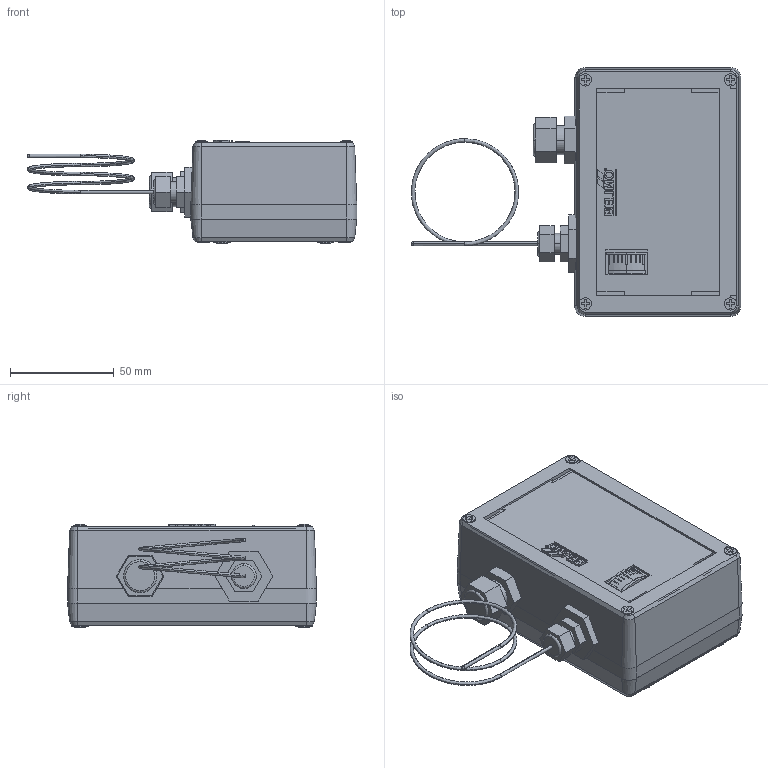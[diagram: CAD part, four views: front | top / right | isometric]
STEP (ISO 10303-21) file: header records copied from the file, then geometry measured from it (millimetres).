
FILE_DESCRIPTION(('no description'),'unknown implementation level');
FILE_NAME('Belimo_01DTS-105_3D.stp',' ',('pit-cup GmbH'),('CADClick - KiM GmbH - www.kimweb.de'),'unknown preprocess','ACIS','unknown authorization');
FILE_SCHEMA(('automotive_design'));
Length unit declared in the file: millimetre
Products named in the file (12): 1; 2; 3; 4; 5; 6; 7; 8; 9; 10; 11; 12
Bounding box: 158.9 x 120.01 x 50.1 mm (x, y, z)
Volume: 455085.9 mm3; surface area: 61906.9 mm2
Topology: 12 solids, 13 shells, 514 faces, 1346 edges, 866 vertices
Faces by surface type: plane 372, cylinder 103, cone 25, bspline 8, torus 4, sphere 2
Entity records: 33974 total; most frequent: CARTESIAN_POINT 5770, STYLED_ITEM 2728, PRESENTATION_STYLE_ASSIGNMENT 2728, COLOUR_RGB 2728, ORIENTED_EDGE 2684, DIRECTION 2652, EDGE_CURVE 1338, CURVE_STYLE 1338
